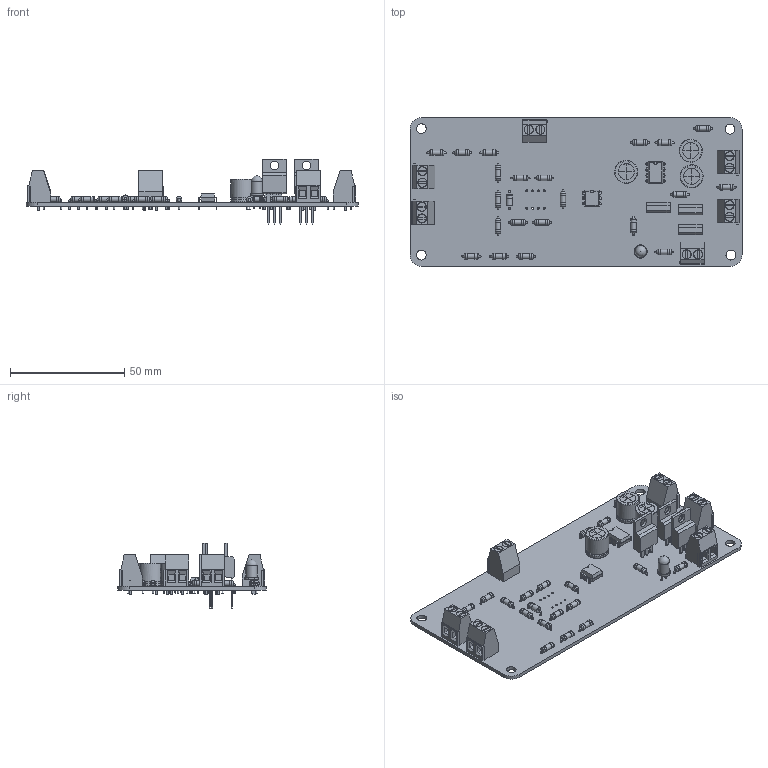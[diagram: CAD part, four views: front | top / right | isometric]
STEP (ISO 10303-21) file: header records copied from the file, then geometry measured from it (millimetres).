
FILE_DESCRIPTION(('KiCad electronic assembly'),'2;1');
FILE_NAME('TSAL.step','2024-10-23T18:06:43',('Pcbnew'),('Kicad'), 'Open CASCADE STEP processor 7.8','KiCad to STEP converter','Unknown' );
FILE_SCHEMA(('AUTOMOTIVE_DESIGN { 1 0 10303 214 1 1 1 1 }'));
Length unit declared in the file: millimetre
Products named in the file (18): TSAL 1; R_Axial_DIN0207_L6.3mm_D2.5mm_P7.62mm_Horizontal; R_Axial_DIN0207_L63mm_D25mm_P762mm_Horizontal; TO-220-3_Vertical; CP_Radial_D10.0mm_P5.00mm; CP_Radial_D100mm_P500mm; TerminalBlock_Phoenix_MKDS-1,5-2-5.08_1x02_P5.08mm_Horizontal; TerminalBlock_Phoenix_MKDS_15_2_508_1x02_P508mm_Horizontal; D_A-405_P7.62mm_Horizontal; DIP-8_W7.62mm; DIP-6_W7.62mm; LED_D5.0mm; TSAL_PCB
Assembly tree (46 placements, depth 3):
  TSAL 1
    R_Axial_DIN0207_L6.3mm_D2.5mm_P7.62mm_Horizontal  x21
      R_Axial_DIN0207_L63mm_D25mm_P762mm_Horizontal
    TO-220-3_Vertical  x3
      TO-220-3_Vertical
    CP_Radial_D10.0mm_P5.00mm  x3
      CP_Radial_D100mm_P500mm
    TerminalBlock_Phoenix_MKDS-1,5-2-5.08_1x02_P5.08mm_Horizontal  x6
      TerminalBlock_Phoenix_MKDS_15_2_508_1x02_P508mm_Horizontal
    D_A-405_P7.62mm_Horizontal
      D_A-405_P7.62mm_Horizontal
    DIP-8_W7.62mm
      DIP-8_W7.62mm
    DIP-6_W7.62mm
      DIP-6_W7.62mm
    LED_D5.0mm
      LED_D5.0mm
    TSAL_PCB
Bounding box: 145 x 65 x 28.52 mm (x, y, z)
Volume: 25850.9 mm3; surface area: 33638.7 mm2
Topology: 38 solids, 41 shells, 1539 faces, 3681 edges, 2347 vertices
Faces by surface type: plane 1017, cylinder 316, bspline 101, torus 92, revolution 12, sphere 1
Full cylindrical faces by diameter (mm): 0.6 x46, 0.7 x6, 0.8 x64, 0.9 x4, 1 x6, 1.1 x9, 1.3 x12, 2.25 x21, 2.5 x42, 2.7 x2, 2.72 x1, 3.735 x3, 3.8 x12, 4 x12, 4.3 x4, 4.9 x1
Entity records: 24318 total; most frequent: CARTESIAN_POINT 5053, ORIENTED_EDGE 3162, DIRECTION 3101, EDGE_CURVE 1581, LINE 1115, VECTOR 1115, VERTEX_POINT 1017, AXIS2_PLACEMENT_3D 991
